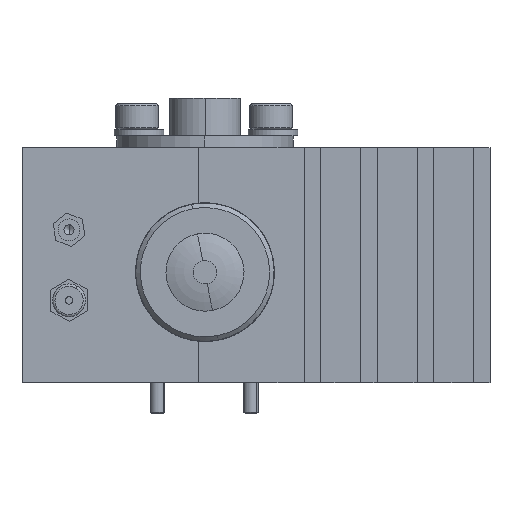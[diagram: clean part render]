
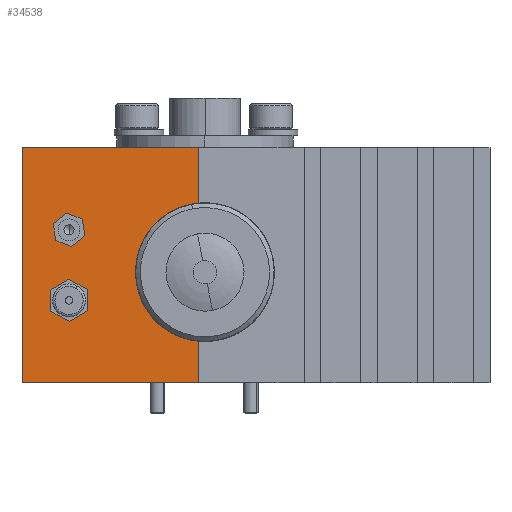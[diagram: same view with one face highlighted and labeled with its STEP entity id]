
A CAD part, left-side view. The second image highlights one B-rep face of the part: STEP entity #34538.
In plain terms, the highlighted planar face has unit normal (-1, 0, 0).
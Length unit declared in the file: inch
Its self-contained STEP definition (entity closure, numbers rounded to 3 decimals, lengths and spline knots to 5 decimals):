
#228 = AXIS2_PLACEMENT_3D ( 'NONE', #5074, #17449, #5565 ) ;
#450 = DIRECTION ( 'NONE',  ( -1., 0., 0. ) ) ;
#578 = DIRECTION ( 'NONE',  ( 0., -1., 0. ) ) ;
#610 = CIRCLE ( 'NONE', #12375, 0.0445 ) ;
#2524 = ORIENTED_EDGE ( 'NONE', *, *, #32638, .T. ) ;
#2705 = VERTEX_POINT ( 'NONE', #57553 ) ;
#3272 = ORIENTED_EDGE ( 'NONE', *, *, #11923, .T. ) ;
#4818 = CARTESIAN_POINT ( 'NONE',  ( -2.70802, 1.40282, 0.11972 ) ) ;
#4822 = VERTEX_POINT ( 'NONE', #40658 ) ;
#5074 = CARTESIAN_POINT ( 'NONE',  ( -2.70802, 1.20282, 0.46972 ) ) ;
#5095 = CIRCLE ( 'NONE', #228, 0.07 ) ;
#5565 = DIRECTION ( 'NONE',  ( 0., 0., 1. ) ) ;
#6207 = DIRECTION ( 'NONE',  ( 0., 0., 1. ) ) ;
#7037 = CARTESIAN_POINT ( 'NONE',  ( -2.70802, 1.40282, 1.11972 ) ) ;
#7763 = CARTESIAN_POINT ( 'NONE',  ( -2.70802, 0.65282, 0.40432 ) ) ;
#11923 = EDGE_CURVE ( 'NONE', #50718, #21291, #33220, .T. ) ;
#12333 = DIRECTION ( 'NONE',  ( 0., 0., 1. ) ) ;
#12375 = AXIS2_PLACEMENT_3D ( 'NONE', #58844, #450, #70684 ) ;
#12564 = DIRECTION ( 'NONE',  ( -1., 0., 0. ) ) ;
#14296 = ORIENTED_EDGE ( 'NONE', *, *, #58560, .F. ) ;
#14572 = CARTESIAN_POINT ( 'NONE',  ( -2.70802, 0.65282, 1.11972 ) ) ;
#15027 = FACE_BOUND ( 'NONE', #35801, .T. ) ;
#15211 = ORIENTED_EDGE ( 'NONE', *, *, #52820, .F. ) ;
#16483 = CARTESIAN_POINT ( 'NONE',  ( -2.70802, 1.40282, 1.11972 ) ) ;
#17210 = VERTEX_POINT ( 'NONE', #59035 ) ;
#17449 = DIRECTION ( 'NONE',  ( -1., 0., 0. ) ) ;
#18147 = CIRCLE ( 'NONE', #56758, 0.1875 ) ;
#18841 = DIRECTION ( 'NONE',  ( 0., 0., -1. ) ) ;
#20455 = ORIENTED_EDGE ( 'NONE', *, *, #56458, .F. ) ;
#20941 = DIRECTION ( 'NONE',  ( 0., 0., 1. ) ) ;
#21291 = VERTEX_POINT ( 'NONE', #7763 ) ;
#22688 = CARTESIAN_POINT ( 'NONE',  ( -2.70802, 1.20282, 0.53972 ) ) ;
#24325 = CARTESIAN_POINT ( 'NONE',  ( -2.70802, 1.20282, 0.72522 ) ) ;
#24580 = DIRECTION ( 'NONE',  ( -1., 0., 0. ) ) ;
#24953 = ORIENTED_EDGE ( 'NONE', *, *, #35419, .F. ) ;
#28172 = VERTEX_POINT ( 'NONE', #16483 ) ;
#29027 = CARTESIAN_POINT ( 'NONE',  ( -2.70802, 0.65282, 0.11972 ) ) ;
#30517 = PLANE ( 'NONE',  #39951 ) ;
#32462 = LINE ( 'NONE', #66065, #73144 ) ;
#32638 = EDGE_CURVE ( 'NONE', #73048, #50718, #32462, .T. ) ;
#33220 = LINE ( 'NONE', #46706, #58510 ) ;
#34538 = ADVANCED_FACE ( 'NONE', ( #70224, #15027, #45849 ), #30517, .F. ) ;
#35419 = EDGE_CURVE ( 'NONE', #28172, #17210, #72848, .T. ) ;
#35801 = EDGE_LOOP ( 'NONE', ( #14296, #42426 ) ) ;
#36793 = DIRECTION ( 'NONE',  ( 0., -1., 0. ) ) ;
#37868 = DIRECTION ( 'NONE',  ( 1., 0., 0. ) ) ;
#38397 = DIRECTION ( 'NONE',  ( -1., 0., 0. ) ) ;
#39929 = ORIENTED_EDGE ( 'NONE', *, *, #75036, .F. ) ;
#39951 = AXIS2_PLACEMENT_3D ( 'NONE', #71167, #37868, #18841 ) ;
#40557 = CARTESIAN_POINT ( 'NONE',  ( -2.70802, 1.40282, 1.11972 ) ) ;
#40658 = CARTESIAN_POINT ( 'NONE',  ( -2.70802, 1.20282, 0.39972 ) ) ;
#42426 = ORIENTED_EDGE ( 'NONE', *, *, #67742, .F. ) ;
#43532 = VECTOR ( 'NONE', #66688, 39.37008 ) ;
#44934 = VERTEX_POINT ( 'NONE', #57322 ) ;
#45849 = FACE_OUTER_BOUND ( 'NONE', #65833, .T. ) ;
#46706 = CARTESIAN_POINT ( 'NONE',  ( -2.70802, 0.65282, 1.11972 ) ) ;
#50718 = VERTEX_POINT ( 'NONE', #29027 ) ;
#51119 = AXIS2_PLACEMENT_3D ( 'NONE', #60895, #38397, #20941 ) ;
#52820 = EDGE_CURVE ( 'NONE', #44934, #21291, #18147, .T. ) ;
#53574 = DIRECTION ( 'NONE',  ( 0., 0., 1. ) ) ;
#53923 = CARTESIAN_POINT ( 'NONE',  ( -2.70802, 0.62482, 0.58972 ) ) ;
#53957 = LINE ( 'NONE', #7037, #59391 ) ;
#56458 = EDGE_CURVE ( 'NONE', #73048, #28172, #53957, .T. ) ;
#56544 = AXIS2_PLACEMENT_3D ( 'NONE', #64449, #12564, #12333 ) ;
#56758 = AXIS2_PLACEMENT_3D ( 'NONE', #53923, #24580, #64556 ) ;
#56876 = EDGE_LOOP ( 'NONE', ( #62131, #39929 ) ) ;
#57322 = CARTESIAN_POINT ( 'NONE',  ( -2.70802, 0.65282, 0.77512 ) ) ;
#57553 = CARTESIAN_POINT ( 'NONE',  ( -2.70802, 1.20282, 0.81422 ) ) ;
#57654 = CIRCLE ( 'NONE', #51119, 0.07 ) ;
#58510 = VECTOR ( 'NONE', #6207, 39.37008 ) ;
#58560 = EDGE_CURVE ( 'NONE', #2705, #72030, #63723, .T. ) ;
#58844 = CARTESIAN_POINT ( 'NONE',  ( -2.70802, 1.20282, 0.76972 ) ) ;
#59035 = CARTESIAN_POINT ( 'NONE',  ( -2.70802, 0.65282, 1.11972 ) ) ;
#59391 = VECTOR ( 'NONE', #53574, 39.37008 ) ;
#60179 = VECTOR ( 'NONE', #578, 39.37008 ) ;
#60895 = CARTESIAN_POINT ( 'NONE',  ( -2.70802, 1.20282, 0.46972 ) ) ;
#62131 = ORIENTED_EDGE ( 'NONE', *, *, #67306, .F. ) ;
#63344 = EDGE_CURVE ( 'NONE', #44934, #17210, #67942, .T. ) ;
#63723 = CIRCLE ( 'NONE', #56544, 0.0445 ) ;
#64449 = CARTESIAN_POINT ( 'NONE',  ( -2.70802, 1.20282, 0.76972 ) ) ;
#64556 = DIRECTION ( 'NONE',  ( 0., 0., 1. ) ) ;
#65833 = EDGE_LOOP ( 'NONE', ( #3272, #15211, #74883, #24953, #20455, #2524 ) ) ;
#66065 = CARTESIAN_POINT ( 'NONE',  ( -2.70802, 1.40282, 0.11972 ) ) ;
#66688 = DIRECTION ( 'NONE',  ( 0., 0., 1. ) ) ;
#67306 = EDGE_CURVE ( 'NONE', #71203, #4822, #5095, .T. ) ;
#67742 = EDGE_CURVE ( 'NONE', #72030, #2705, #610, .T. ) ;
#67942 = LINE ( 'NONE', #14572, #43532 ) ;
#70224 = FACE_BOUND ( 'NONE', #56876, .T. ) ;
#70684 = DIRECTION ( 'NONE',  ( 0., 0., 1. ) ) ;
#71167 = CARTESIAN_POINT ( 'NONE',  ( -2.70802, 1.40282, 1.11972 ) ) ;
#71203 = VERTEX_POINT ( 'NONE', #22688 ) ;
#72030 = VERTEX_POINT ( 'NONE', #24325 ) ;
#72848 = LINE ( 'NONE', #40557, #60179 ) ;
#73048 = VERTEX_POINT ( 'NONE', #4818 ) ;
#73144 = VECTOR ( 'NONE', #36793, 39.37008 ) ;
#74883 = ORIENTED_EDGE ( 'NONE', *, *, #63344, .T. ) ;
#75036 = EDGE_CURVE ( 'NONE', #4822, #71203, #57654, .T. ) ;
